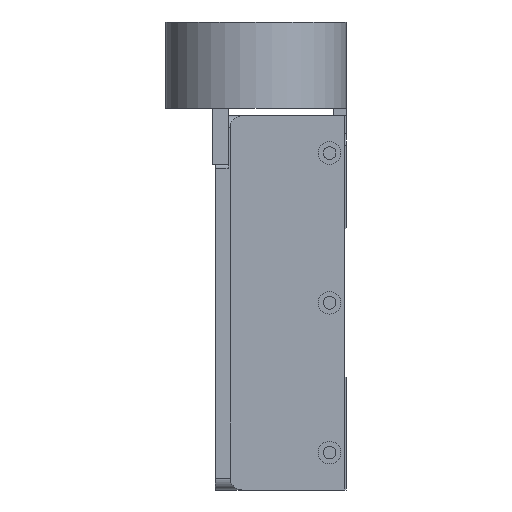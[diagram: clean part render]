
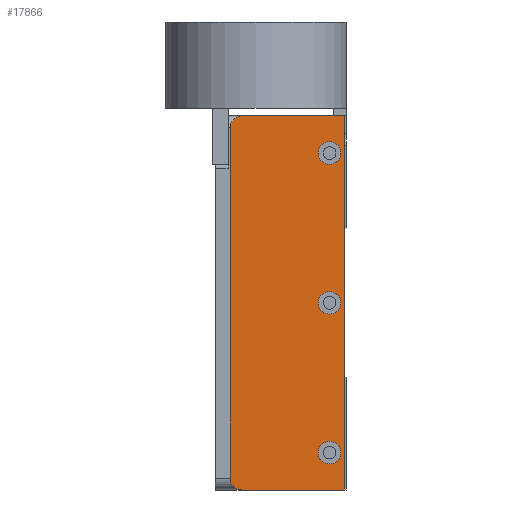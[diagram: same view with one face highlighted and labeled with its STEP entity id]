
A CAD part, left-side view. The second image highlights one B-rep face of the part: STEP entity #17866.
In plain terms, the highlighted planar face has unit normal (-1, 0, 0).
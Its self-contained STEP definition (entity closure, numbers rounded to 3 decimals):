
#128=FACE_BOUND('',#5758,.T.);
#129=FACE_BOUND('',#5759,.T.);
#130=FACE_BOUND('',#5760,.T.);
#478=LINE('',#25468,#2184);
#491=LINE('',#25502,#2197);
#540=LINE('',#25632,#2246);
#552=LINE('',#25660,#2258);
#2184=VECTOR('',#20308,1000.);
#2197=VECTOR('',#20339,1000.);
#2246=VECTOR('',#20432,1000.);
#2258=VECTOR('',#20456,1000.);
#4082=PLANE('',#19188);
#4804=FACE_OUTER_BOUND('',#5757,.T.);
#5757=EDGE_LOOP('',(#14512,#14513,#14514,#14515,#14516,#14517));
#5758=EDGE_LOOP('',(#14518));
#5759=EDGE_LOOP('',(#14519));
#5760=EDGE_LOOP('',(#14520));
#6369=CIRCLE('',#18421,3.18);
#6371=CIRCLE('',#18425,3.18);
#6635=CIRCLE('',#19189,3.);
#6636=CIRCLE('',#19190,3.);
#6637=CIRCLE('',#19191,3.);
#7284=VERTEX_POINT('',#25465);
#7285=VERTEX_POINT('',#25467);
#7297=VERTEX_POINT('',#25500);
#7356=VERTEX_POINT('',#25630);
#7364=VERTEX_POINT('',#25653);
#7366=VERTEX_POINT('',#25659);
#8146=VERTEX_POINT('',#28631);
#8147=VERTEX_POINT('',#28633);
#8148=VERTEX_POINT('',#28635);
#8969=EDGE_CURVE('',#7284,#7285,#478,.T.);
#8988=EDGE_CURVE('',#7297,#7284,#491,.T.);
#9056=EDGE_CURVE('',#7356,#7297,#540,.T.);
#9067=EDGE_CURVE('',#7285,#7364,#6369,.T.);
#9070=EDGE_CURVE('',#7364,#7366,#552,.T.);
#9073=EDGE_CURVE('',#7366,#7356,#6371,.T.);
#10362=EDGE_CURVE('',#8146,#8146,#6635,.T.);
#10363=EDGE_CURVE('',#8147,#8147,#6636,.T.);
#10364=EDGE_CURVE('',#8148,#8148,#6637,.T.);
#14512=ORIENTED_EDGE('',*,*,#9073,.F.);
#14513=ORIENTED_EDGE('',*,*,#9070,.F.);
#14514=ORIENTED_EDGE('',*,*,#9067,.F.);
#14515=ORIENTED_EDGE('',*,*,#8969,.F.);
#14516=ORIENTED_EDGE('',*,*,#8988,.F.);
#14517=ORIENTED_EDGE('',*,*,#9056,.F.);
#14518=ORIENTED_EDGE('',*,*,#10362,.T.);
#14519=ORIENTED_EDGE('',*,*,#10363,.T.);
#14520=ORIENTED_EDGE('',*,*,#10364,.T.);
#17866=ADVANCED_FACE('',(#4804,#128,#129,#130),#4082,.F.);
#18421=AXIS2_PLACEMENT_3D('',#25654,#20450,#20451);
#18425=AXIS2_PLACEMENT_3D('',#25664,#20462,#20463);
#19188=AXIS2_PLACEMENT_3D('',#28630,#22960,#22961);
#19189=AXIS2_PLACEMENT_3D('',#28632,#22962,#22963);
#19190=AXIS2_PLACEMENT_3D('',#28634,#22964,#22965);
#19191=AXIS2_PLACEMENT_3D('',#28636,#22966,#22967);
#20308=DIRECTION('',(0.,1.,0.));
#20339=DIRECTION('',(0.,0.,-1.));
#20432=DIRECTION('',(0.,-1.,0.));
#20450=DIRECTION('center_axis',(1.,0.,0.));
#20451=DIRECTION('ref_axis',(0.,0.,-1.));
#20456=DIRECTION('',(0.,0.,1.));
#20462=DIRECTION('center_axis',(1.,0.,0.));
#20463=DIRECTION('ref_axis',(0.,0.,-1.));
#22960=DIRECTION('center_axis',(1.,0.,0.));
#22961=DIRECTION('ref_axis',(0.,0.,-1.));
#22962=DIRECTION('center_axis',(1.,0.,0.));
#22963=DIRECTION('ref_axis',(0.,0.,-1.));
#22964=DIRECTION('center_axis',(1.,0.,0.));
#22965=DIRECTION('ref_axis',(0.,0.,-1.));
#22966=DIRECTION('center_axis',(1.,0.,0.));
#22967=DIRECTION('ref_axis',(0.,0.,-1.));
#25465=CARTESIAN_POINT('',(-160.,0.5,-50.));
#25467=CARTESIAN_POINT('',(-160.,27.82,-50.));
#25468=CARTESIAN_POINT('',(-160.,0.5,-50.));
#25500=CARTESIAN_POINT('',(-160.,0.5,50.));
#25502=CARTESIAN_POINT('',(-160.,0.5,50.));
#25630=CARTESIAN_POINT('',(-160.,27.82,50.));
#25632=CARTESIAN_POINT('',(-160.,27.82,50.));
#25653=CARTESIAN_POINT('',(-160.,31.,-46.82));
#25654=CARTESIAN_POINT('Origin',(-160.,27.82,-46.82));
#25659=CARTESIAN_POINT('',(-160.,31.,46.82));
#25660=CARTESIAN_POINT('',(-160.,31.,-46.82));
#25664=CARTESIAN_POINT('Origin',(-160.,27.82,46.82));
#28630=CARTESIAN_POINT('Origin',(-160.,27.82,46.82));
#28631=CARTESIAN_POINT('',(-160.,4.49,3.));
#28632=CARTESIAN_POINT('Origin',(-160.,4.49,0.));
#28633=CARTESIAN_POINT('',(-160.,4.49,43.));
#28634=CARTESIAN_POINT('Origin',(-160.,4.49,40.));
#28635=CARTESIAN_POINT('',(-160.,4.49,-37.));
#28636=CARTESIAN_POINT('Origin',(-160.,4.49,-40.));
